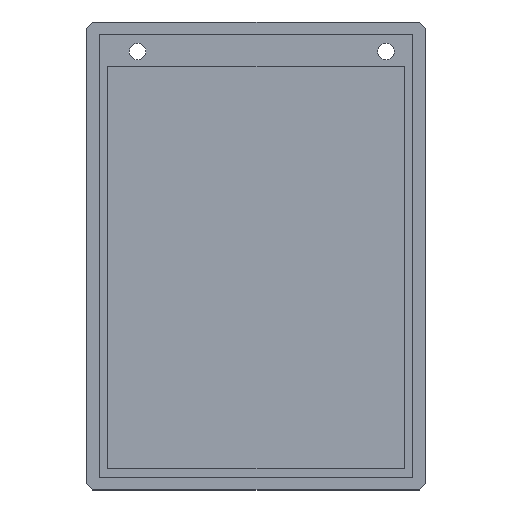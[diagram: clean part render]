
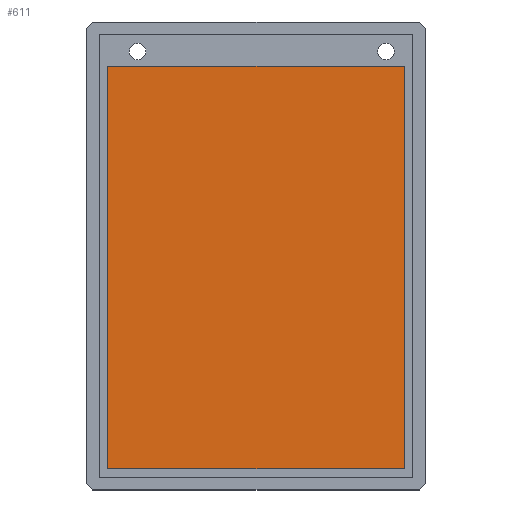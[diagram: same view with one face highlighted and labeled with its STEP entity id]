
A CAD part, top view. The second image highlights one B-rep face of the part: STEP entity #611.
In plain terms, the highlighted planar face has unit normal (0, 0, 1).
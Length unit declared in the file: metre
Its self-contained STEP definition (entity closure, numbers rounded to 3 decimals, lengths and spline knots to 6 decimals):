
#100=ORIENTED_EDGE('',*,*,#212,.F.);
#101=ORIENTED_EDGE('',*,*,#216,.F.);
#102=ORIENTED_EDGE('',*,*,#219,.F.);
#103=ORIENTED_EDGE('',*,*,#223,.F.);
#212=EDGE_CURVE('',#290,#291,#340,.T.);
#216=EDGE_CURVE('',#293,#290,#344,.T.);
#219=EDGE_CURVE('',#295,#293,#347,.T.);
#223=EDGE_CURVE('',#291,#295,#349,.T.);
#290=VERTEX_POINT('',#915);
#291=VERTEX_POINT('',#917);
#293=VERTEX_POINT('',#923);
#295=VERTEX_POINT('',#929);
#340=LINE('',#916,#412);
#344=LINE('',#924,#416);
#347=LINE('',#930,#419);
#349=LINE('',#939,#421);
#412=VECTOR('',#738,1.);
#416=VECTOR('',#744,1.);
#419=VECTOR('',#749,1.);
#421=VECTOR('',#761,1.);
#490=EDGE_LOOP('',(#100,#101,#102,#103));
#540=FACE_BOUND('',#490,.T.);
#574=PLANE('',#669);
#611=ADVANCED_FACE('',(#540),#574,.F.);
#669=AXIS2_PLACEMENT_3D('',#974,#789,#790);
#738=DIRECTION('',(1.,0.,0.));
#744=DIRECTION('',(0.,1.,0.));
#749=DIRECTION('',(-1.,0.,0.));
#761=DIRECTION('',(0.,-1.,0.));
#789=DIRECTION('',(0.,0.,-1.));
#790=DIRECTION('',(1.,0.,0.));
#915=CARTESIAN_POINT('',(0.01991,-0.0268,-0.005));
#916=CARTESIAN_POINT('',(0.04851,-0.0268,-0.005));
#917=CARTESIAN_POINT('',(0.07711,-0.0268,-0.005));
#923=CARTESIAN_POINT('',(0.01991,-0.1046,-0.005));
#924=CARTESIAN_POINT('',(0.01991,-0.0657,-0.005));
#929=CARTESIAN_POINT('',(0.07711,-0.1046,-0.005));
#930=CARTESIAN_POINT('',(0.04851,-0.1046,-0.005));
#939=CARTESIAN_POINT('',(0.07711,-0.0657,-0.005));
#974=CARTESIAN_POINT('',(0.04851,-0.0635,-0.005));
